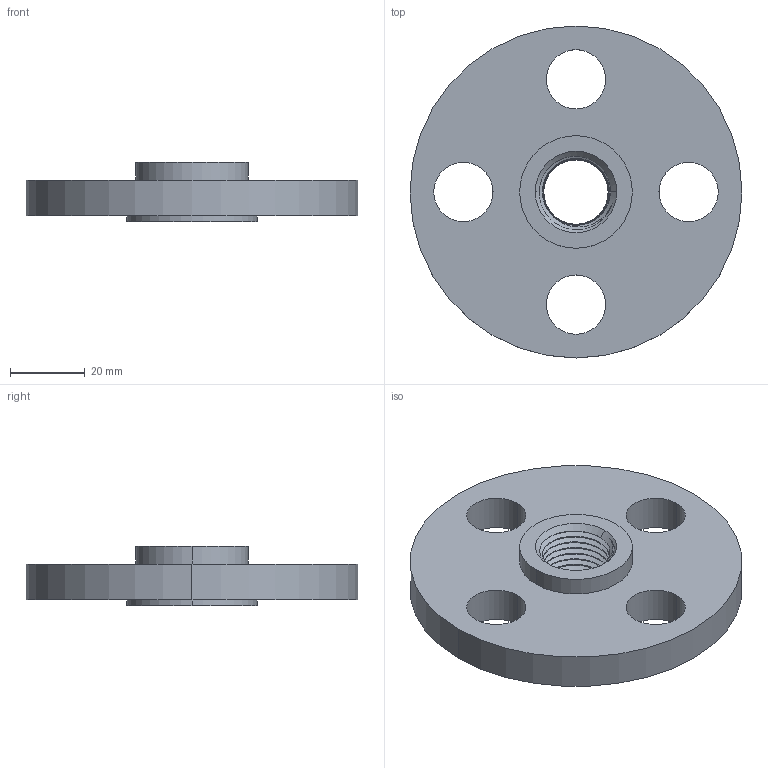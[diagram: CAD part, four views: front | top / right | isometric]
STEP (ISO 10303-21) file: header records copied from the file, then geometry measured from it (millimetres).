
FILE_DESCRIPTION (( 'STEP AP203' ), '1' );
FILE_NAME ('44695K11.step', '2012-05-11T15:58:35', ( 't2jrg' ), ( '' ), 'SwSTEP 2.0', 'SolidWorks 2009', '' );
FILE_SCHEMA (( 'CONFIG_CONTROL_DESIGN' ));
Length unit declared in the file: inch
Products named in the file (1): 44695K11
Bounding box: 88.9 x 88.9 x 15.88 mm (x, y, z)
Volume: 52297.9 mm3; surface area: 17029.3 mm2
Topology: 1 solids, 1 shells, 40 faces, 108 edges, 72 vertices
Faces by surface type: cone 19, cylinder 14, plane 4, bspline 3
Entity records: 6102 total; most frequent: CARTESIAN_POINT 5054, ORIENTED_EDGE 216, DIRECTION 174, EDGE_CURVE 108, VERTEX_POINT 72, AXIS2_PLACEMENT_3D 71, EDGE_LOOP 52, B_SPLINE_CURVE_WITH_KNOTS 43
